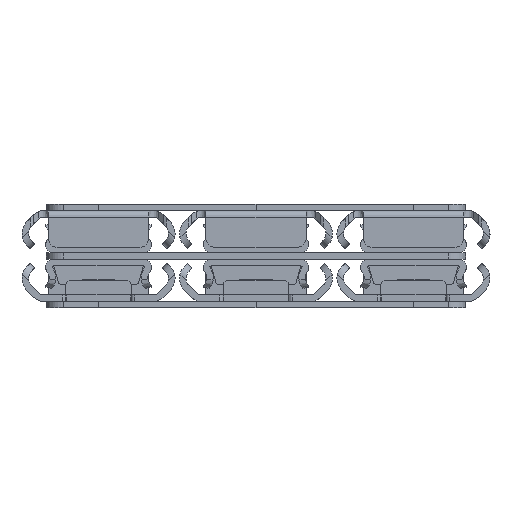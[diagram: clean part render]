
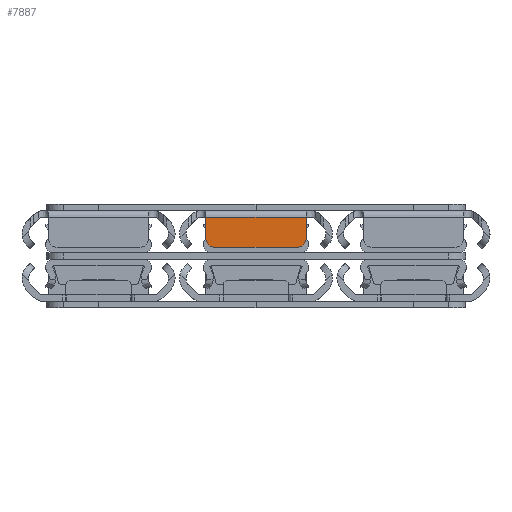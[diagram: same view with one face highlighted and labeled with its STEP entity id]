
A CAD part, left-side view. The second image highlights one B-rep face of the part: STEP entity #7887.
In plain terms, the highlighted face is planar.
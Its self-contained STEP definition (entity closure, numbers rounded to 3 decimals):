
#199 = DIRECTION ( 'NONE',  ( -1., 0., 0. ) ) ;
#209 = VECTOR ( 'NONE', #3704, 1000. ) ;
#482 = ORIENTED_EDGE ( 'NONE', *, *, #7514, .T. ) ;
#484 = ORIENTED_EDGE ( 'NONE', *, *, #4385, .F. ) ;
#502 = CARTESIAN_POINT ( 'NONE',  ( 0., 11.5, -660.4 ) ) ;
#516 = CARTESIAN_POINT ( 'NONE',  ( 1.5, 12.665, -660.4 ) ) ;
#555 = CARTESIAN_POINT ( 'NONE',  ( 6.9, 0., -660.4 ) ) ;
#831 = EDGE_CURVE ( 'NONE', #5601, #1662, #5134, .T. ) ;
#913 = CARTESIAN_POINT ( 'NONE',  ( -2.5, 11.5, -660.4 ) ) ;
#1662 = VERTEX_POINT ( 'NONE', #2476 ) ;
#1815 = VECTOR ( 'NONE', #2321, 1000. ) ;
#1884 = FACE_OUTER_BOUND ( 'NONE', #6541, .T. ) ;
#2129 = CARTESIAN_POINT ( 'NONE',  ( 4.9, 9.5, -660.4 ) ) ;
#2286 = AXIS2_PLACEMENT_3D ( 'NONE', #7766, #7710, #4618 ) ;
#2321 = DIRECTION ( 'NONE',  ( 0., -1., 0. ) ) ;
#2337 = VERTEX_POINT ( 'NONE', #6828 ) ;
#2476 = CARTESIAN_POINT ( 'NONE',  ( 4.9, 11.5, -660.4 ) ) ;
#2609 = EDGE_CURVE ( 'NONE', #5473, #2337, #5279, .T. ) ;
#2855 = EDGE_CURVE ( 'NONE', #2337, #5807, #4100, .T. ) ;
#3366 = ORIENTED_EDGE ( 'NONE', *, *, #2609, .F. ) ;
#3459 = VECTOR ( 'NONE', #7744, 1000. ) ;
#3631 = DIRECTION ( 'NONE',  ( 1., 0., 0. ) ) ;
#3704 = DIRECTION ( 'NONE',  ( 0., 1., 0. ) ) ;
#3745 = LINE ( 'NONE', #6466, #6974 ) ;
#3878 = CARTESIAN_POINT ( 'NONE',  ( 0., -11.5, -660.4 ) ) ;
#3999 = ORIENTED_EDGE ( 'NONE', *, *, #2855, .F. ) ;
#4100 = LINE ( 'NONE', #555, #209 ) ;
#4269 = VERTEX_POINT ( 'NONE', #3878 ) ;
#4385 = EDGE_CURVE ( 'NONE', #5807, #1662, #5547, .T. ) ;
#4618 = DIRECTION ( 'NONE',  ( 1., 0., 0. ) ) ;
#4784 = CARTESIAN_POINT ( 'NONE',  ( 0., 0., -660.4 ) ) ;
#5134 = LINE ( 'NONE', #913, #3459 ) ;
#5135 = LINE ( 'NONE', #4784, #1815 ) ;
#5279 = CIRCLE ( 'NONE', #2286, 2. ) ;
#5352 = CARTESIAN_POINT ( 'NONE',  ( 4.9, -11.5, -660.4 ) ) ;
#5473 = VERTEX_POINT ( 'NONE', #5352 ) ;
#5547 = CIRCLE ( 'NONE', #5972, 2. ) ;
#5584 = DIRECTION ( 'NONE',  ( 0., 0., 1. ) ) ;
#5601 = VERTEX_POINT ( 'NONE', #502 ) ;
#5678 = AXIS2_PLACEMENT_3D ( 'NONE', #516, #5584, #3631 ) ;
#5807 = VERTEX_POINT ( 'NONE', #6903 ) ;
#5972 = AXIS2_PLACEMENT_3D ( 'NONE', #2129, #6497, #7704 ) ;
#6428 = EDGE_CURVE ( 'NONE', #5601, #4269, #5135, .T. ) ;
#6466 = CARTESIAN_POINT ( 'NONE',  ( -2.5, -11.5, -660.4 ) ) ;
#6497 = DIRECTION ( 'NONE',  ( 0., 0., 1. ) ) ;
#6541 = EDGE_LOOP ( 'NONE', ( #7473, #7309, #484, #3999, #3366, #482 ) ) ;
#6828 = CARTESIAN_POINT ( 'NONE',  ( 6.9, -9.5, -660.4 ) ) ;
#6903 = CARTESIAN_POINT ( 'NONE',  ( 6.9, 9.5, -660.4 ) ) ;
#6974 = VECTOR ( 'NONE', #199, 1000. ) ;
#7309 = ORIENTED_EDGE ( 'NONE', *, *, #831, .T. ) ;
#7473 = ORIENTED_EDGE ( 'NONE', *, *, #6428, .F. ) ;
#7514 = EDGE_CURVE ( 'NONE', #5473, #4269, #3745, .T. ) ;
#7704 = DIRECTION ( 'NONE',  ( -1., 0., 0. ) ) ;
#7710 = DIRECTION ( 'NONE',  ( 0., 0., 1. ) ) ;
#7744 = DIRECTION ( 'NONE',  ( 1., 0., 0. ) ) ;
#7766 = CARTESIAN_POINT ( 'NONE',  ( 4.9, -9.5, -660.4 ) ) ;
#7887 = ADVANCED_FACE ( 'NONE', ( #1884 ), #7968, .F. ) ;
#7968 = PLANE ( 'NONE',  #5678 ) ;
